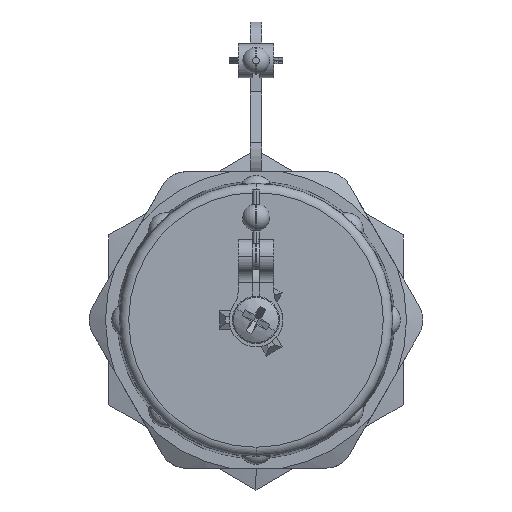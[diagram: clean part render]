
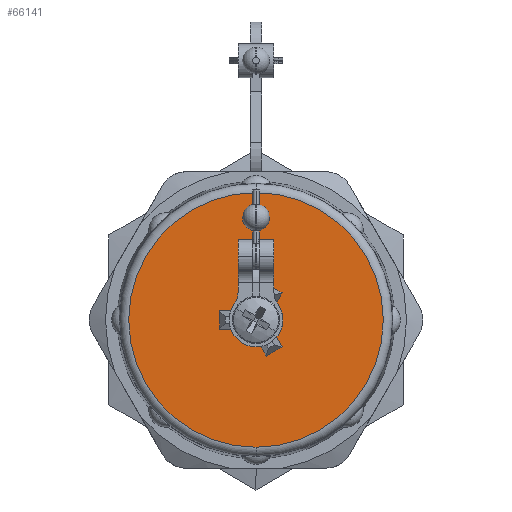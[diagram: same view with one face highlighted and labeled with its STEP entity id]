
A CAD part, left-side view. The second image highlights one B-rep face of the part: STEP entity #66141.
In plain terms, the highlighted face is planar.
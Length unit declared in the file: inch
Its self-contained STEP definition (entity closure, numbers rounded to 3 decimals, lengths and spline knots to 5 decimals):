
#200 = EDGE_CURVE ( 'NONE', #34572, #59210, #5858, .T. ) ;
#515 = VECTOR ( 'NONE', #58236, 39.37008 ) ;
#714 = LINE ( 'NONE', #11455, #515 ) ;
#967 = EDGE_CURVE ( 'NONE', #34753, #37925, #28997, .T. ) ;
#1091 = ORIENTED_EDGE ( 'NONE', *, *, #33592, .F. ) ;
#2072 = DIRECTION ( 'NONE',  ( 1., 0., 0. ) ) ;
#2681 = AXIS2_PLACEMENT_3D ( 'NONE', #37454, #53018, #47835 ) ;
#3811 = VERTEX_POINT ( 'NONE', #5992 ) ;
#4449 = CARTESIAN_POINT ( 'NONE',  ( 0.63, 0., -0.04 ) ) ;
#4919 = CARTESIAN_POINT ( 'NONE',  ( 0.63, -0.00427, 0.0874 ) ) ;
#5154 = VECTOR ( 'NONE', #32008, 39.37008 ) ;
#5673 = ORIENTED_EDGE ( 'NONE', *, *, #6042, .F. ) ;
#5858 = CIRCLE ( 'NONE', #44579, 0.5597 ) ;
#5992 = CARTESIAN_POINT ( 'NONE',  ( 0.63, 0., -0.0875 ) ) ;
#6042 = EDGE_CURVE ( 'NONE', #7767, #3811, #32957, .T. ) ;
#6253 = VECTOR ( 'NONE', #45534, 39.37008 ) ;
#7118 = CARTESIAN_POINT ( 'NONE',  ( 0.63, -0.11464, 0.11856 ) ) ;
#7265 = ORIENTED_EDGE ( 'NONE', *, *, #52220, .T. ) ;
#7527 = DIRECTION ( 'NONE',  ( 1., 0., 0. ) ) ;
#7601 = DIRECTION ( 'NONE',  ( 0., 0., -1. ) ) ;
#7767 = VERTEX_POINT ( 'NONE', #47537 ) ;
#8529 = PLANE ( 'NONE',  #20452 ) ;
#11246 = CIRCLE ( 'NONE', #65427, 0.5597 ) ;
#11315 = EDGE_CURVE ( 'NONE', #37925, #52554, #55360, .T. ) ;
#11455 = CARTESIAN_POINT ( 'NONE',  ( 0.63, -0.03464, 0.02 ) ) ;
#12264 = CARTESIAN_POINT ( 'NONE',  ( 0.63, 0., 0.0875 ) ) ;
#13072 = DIRECTION ( 'NONE',  ( 0., 0., -1. ) ) ;
#13147 = LINE ( 'NONE', #18001, #49945 ) ;
#13339 = CARTESIAN_POINT ( 'NONE',  ( 0.63, 0.16, 0.04 ) ) ;
#13690 = DIRECTION ( 'NONE',  ( 0., 0., 1. ) ) ;
#14085 = DIRECTION ( 'NONE',  ( 0., 0., -1. ) ) ;
#14359 = CARTESIAN_POINT ( 'NONE',  ( 0.63, -0.03464, -0.02 ) ) ;
#14659 = DIRECTION ( 'NONE',  ( 1., 0., 0. ) ) ;
#15051 = EDGE_CURVE ( 'NONE', #45652, #42747, #13147, .T. ) ;
#15066 = EDGE_LOOP ( 'NONE', ( #7265, #22612 ) ) ;
#15190 = CARTESIAN_POINT ( 'NONE',  ( 0.63, 0., 0.5597 ) ) ;
#15754 = EDGE_LOOP ( 'NONE', ( #27820, #47701, #32333, #1091, #62454, #26400, #64651, #25273, #25374, #25395, #5673, #51692, #37926, #38573 ) ) ;
#16544 = LINE ( 'NONE', #53595, #52229 ) ;
#17512 = VERTEX_POINT ( 'NONE', #4919 ) ;
#17787 = CARTESIAN_POINT ( 'NONE',  ( 0.63, 0., 0. ) ) ;
#18001 = CARTESIAN_POINT ( 'NONE',  ( 0.63, -0.04536, -0.15856 ) ) ;
#18099 = DIRECTION ( 'NONE',  ( 0., 0., -1. ) ) ;
#18205 = CIRCLE ( 'NONE', #2681, 0.0875 ) ;
#18729 = EDGE_CURVE ( 'NONE', #3811, #27253, #18205, .T. ) ;
#18864 = AXIS2_PLACEMENT_3D ( 'NONE', #49773, #33525, #13072 ) ;
#18870 = EDGE_CURVE ( 'NONE', #51427, #45652, #714, .T. ) ;
#19863 = CARTESIAN_POINT ( 'NONE',  ( 0.63, -0.07355, -0.0474 ) ) ;
#20452 = AXIS2_PLACEMENT_3D ( 'NONE', #66740, #61560, #14085 ) ;
#21136 = VECTOR ( 'NONE', #13690, 39.37008 ) ;
#22612 = ORIENTED_EDGE ( 'NONE', *, *, #200, .T. ) ;
#23057 = VERTEX_POINT ( 'NONE', #7118 ) ;
#23550 = CARTESIAN_POINT ( 'NONE',  ( 0.63, 0., 0. ) ) ;
#23717 = LINE ( 'NONE', #14359, #6253 ) ;
#24839 = AXIS2_PLACEMENT_3D ( 'NONE', #49949, #54820, #18099 ) ;
#25273 = ORIENTED_EDGE ( 'NONE', *, *, #55950, .F. ) ;
#25374 = ORIENTED_EDGE ( 'NONE', *, *, #54170, .F. ) ;
#25395 = ORIENTED_EDGE ( 'NONE', *, *, #18729, .F. ) ;
#25880 = AXIS2_PLACEMENT_3D ( 'NONE', #17787, #14659, #41343 ) ;
#26400 = ORIENTED_EDGE ( 'NONE', *, *, #11315, .F. ) ;
#26601 = DIRECTION ( 'NONE',  ( 0., 1., 0. ) ) ;
#27253 = VERTEX_POINT ( 'NONE', #51145 ) ;
#27820 = ORIENTED_EDGE ( 'NONE', *, *, #62936, .F. ) ;
#28997 = LINE ( 'NONE', #29678, #52351 ) ;
#29678 = CARTESIAN_POINT ( 'NONE',  ( 0.63, 0., 0.04 ) ) ;
#31238 = VECTOR ( 'NONE', #26601, 39.37008 ) ;
#31686 = VERTEX_POINT ( 'NONE', #56535 ) ;
#32008 = DIRECTION ( 'NONE',  ( 0., -0.5, 0.866 ) ) ;
#32266 = VERTEX_POINT ( 'NONE', #58249 ) ;
#32333 = ORIENTED_EDGE ( 'NONE', *, *, #54451, .F. ) ;
#32750 = EDGE_CURVE ( 'NONE', #23057, #31686, #23717, .T. ) ;
#32957 = CIRCLE ( 'NONE', #50570, 0.0875 ) ;
#33525 = DIRECTION ( 'NONE',  ( 1., 0., 0. ) ) ;
#33563 = CARTESIAN_POINT ( 'NONE',  ( 0.63, 0.16, -0.04 ) ) ;
#33592 = EDGE_CURVE ( 'NONE', #17512, #32266, #37216, .T. ) ;
#34572 = VERTEX_POINT ( 'NONE', #15190 ) ;
#34753 = VERTEX_POINT ( 'NONE', #43890 ) ;
#35014 = CARTESIAN_POINT ( 'NONE',  ( 0.63, 0., 0. ) ) ;
#36269 = FACE_BOUND ( 'NONE', #15754, .T. ) ;
#37216 = LINE ( 'NONE', #58345, #5154 ) ;
#37454 = CARTESIAN_POINT ( 'NONE',  ( 0.63, 0., 0. ) ) ;
#37925 = VERTEX_POINT ( 'NONE', #39890 ) ;
#37926 = ORIENTED_EDGE ( 'NONE', *, *, #15051, .F. ) ;
#38573 = ORIENTED_EDGE ( 'NONE', *, *, #18870, .F. ) ;
#39890 = CARTESIAN_POINT ( 'NONE',  ( 0.63, 0.07782, 0.04 ) ) ;
#40112 = DIRECTION ( 'NONE',  ( 0., 0., -1. ) ) ;
#41112 = FACE_OUTER_BOUND ( 'NONE', #15066, .T. ) ;
#41343 = DIRECTION ( 'NONE',  ( 0., 0., -1. ) ) ;
#42403 = VECTOR ( 'NONE', #66743, 39.37008 ) ;
#42471 = CARTESIAN_POINT ( 'NONE',  ( 0.63, -0.04536, -0.15856 ) ) ;
#42747 = VERTEX_POINT ( 'NONE', #42471 ) ;
#43890 = CARTESIAN_POINT ( 'NONE',  ( 0.63, 0.16, 0.04 ) ) ;
#44579 = AXIS2_PLACEMENT_3D ( 'NONE', #23550, #2072, #7601 ) ;
#45534 = DIRECTION ( 'NONE',  ( 0., 0.5, -0.866 ) ) ;
#45610 = LINE ( 'NONE', #51480, #42403 ) ;
#45652 = VERTEX_POINT ( 'NONE', #68434 ) ;
#45798 = CIRCLE ( 'NONE', #25880, 0.0875 ) ;
#47537 = CARTESIAN_POINT ( 'NONE',  ( 0.63, -0.00427, -0.0874 ) ) ;
#47701 = ORIENTED_EDGE ( 'NONE', *, *, #32750, .F. ) ;
#47835 = DIRECTION ( 'NONE',  ( 0., 0., -1. ) ) ;
#49773 = CARTESIAN_POINT ( 'NONE',  ( 0.63, 0., 0. ) ) ;
#49945 = VECTOR ( 'NONE', #66508, 39.37008 ) ;
#49949 = CARTESIAN_POINT ( 'NONE',  ( 0.63, 0., 0. ) ) ;
#50570 = AXIS2_PLACEMENT_3D ( 'NONE', #55690, #7527, #40112 ) ;
#51139 = DIRECTION ( 'NONE',  ( 0., -1., 0. ) ) ;
#51145 = CARTESIAN_POINT ( 'NONE',  ( 0.63, 0.07782, -0.04 ) ) ;
#51427 = VERTEX_POINT ( 'NONE', #19863 ) ;
#51480 = CARTESIAN_POINT ( 'NONE',  ( 0.63, 0.03464, -0.02 ) ) ;
#51692 = ORIENTED_EDGE ( 'NONE', *, *, #61298, .F. ) ;
#52220 = EDGE_CURVE ( 'NONE', #59210, #34572, #11246, .T. ) ;
#52229 = VECTOR ( 'NONE', #54271, 39.37008 ) ;
#52237 = LINE ( 'NONE', #4449, #31238 ) ;
#52351 = VECTOR ( 'NONE', #51139, 39.37008 ) ;
#52554 = VERTEX_POINT ( 'NONE', #12264 ) ;
#53018 = DIRECTION ( 'NONE',  ( 1., 0., 0. ) ) ;
#53595 = CARTESIAN_POINT ( 'NONE',  ( 0.63, -0.11464, 0.11856 ) ) ;
#54170 = EDGE_CURVE ( 'NONE', #27253, #66434, #52237, .T. ) ;
#54271 = DIRECTION ( 'NONE',  ( 0., -0.866, -0.5 ) ) ;
#54451 = EDGE_CURVE ( 'NONE', #32266, #23057, #16544, .T. ) ;
#54820 = DIRECTION ( 'NONE',  ( 1., 0., 0. ) ) ;
#55360 = CIRCLE ( 'NONE', #18864, 0.0875 ) ;
#55690 = CARTESIAN_POINT ( 'NONE',  ( 0.63, 0., 0. ) ) ;
#55950 = EDGE_CURVE ( 'NONE', #66434, #34753, #66012, .T. ) ;
#56132 = DIRECTION ( 'NONE',  ( 1., 0., 0. ) ) ;
#56535 = CARTESIAN_POINT ( 'NONE',  ( 0.63, -0.07355, 0.0474 ) ) ;
#58236 = DIRECTION ( 'NONE',  ( 0., -0.5, -0.866 ) ) ;
#58249 = CARTESIAN_POINT ( 'NONE',  ( 0.63, -0.04536, 0.15856 ) ) ;
#58345 = CARTESIAN_POINT ( 'NONE',  ( 0.63, 0.03464, 0.02 ) ) ;
#59210 = VERTEX_POINT ( 'NONE', #66976 ) ;
#61298 = EDGE_CURVE ( 'NONE', #42747, #7767, #45610, .T. ) ;
#61560 = DIRECTION ( 'NONE',  ( 1., 0., 0. ) ) ;
#62454 = ORIENTED_EDGE ( 'NONE', *, *, #65108, .F. ) ;
#62936 = EDGE_CURVE ( 'NONE', #31686, #51427, #45798, .T. ) ;
#64651 = ORIENTED_EDGE ( 'NONE', *, *, #967, .F. ) ;
#65108 = EDGE_CURVE ( 'NONE', #52554, #17512, #67974, .T. ) ;
#65427 = AXIS2_PLACEMENT_3D ( 'NONE', #35014, #56132, #65505 ) ;
#65505 = DIRECTION ( 'NONE',  ( 0., 0., -1. ) ) ;
#66012 = LINE ( 'NONE', #13339, #21136 ) ;
#66141 = ADVANCED_FACE ( 'NONE', ( #41112, #36269 ), #8529, .T. ) ;
#66434 = VERTEX_POINT ( 'NONE', #33563 ) ;
#66508 = DIRECTION ( 'NONE',  ( 0., 0.866, -0.5 ) ) ;
#66740 = CARTESIAN_POINT ( 'NONE',  ( 0.63, 0., 0. ) ) ;
#66743 = DIRECTION ( 'NONE',  ( 0., 0.5, 0.866 ) ) ;
#66976 = CARTESIAN_POINT ( 'NONE',  ( 0.63, 0., -0.5597 ) ) ;
#67974 = CIRCLE ( 'NONE', #24839, 0.0875 ) ;
#68434 = CARTESIAN_POINT ( 'NONE',  ( 0.63, -0.11464, -0.11856 ) ) ;
